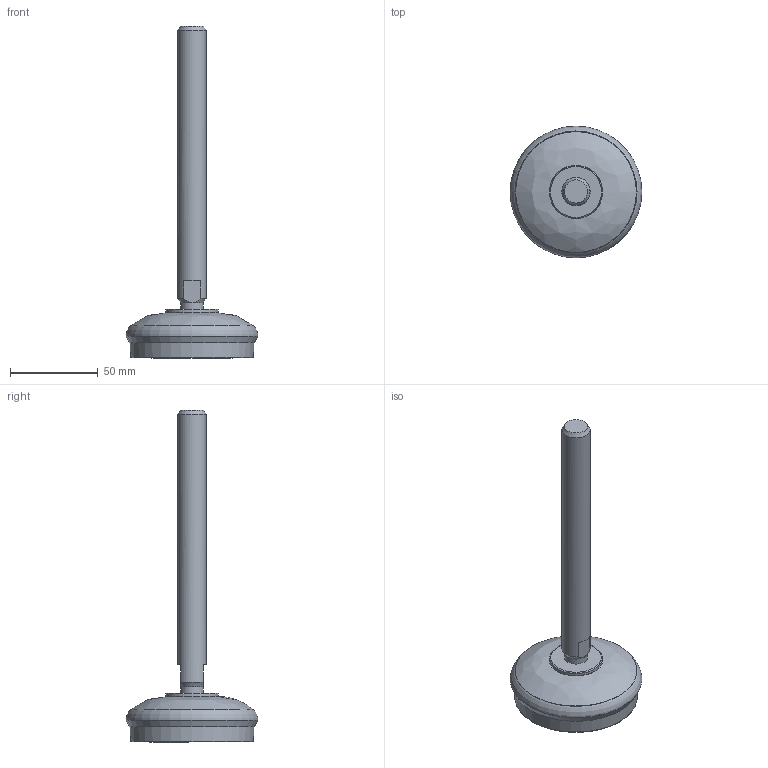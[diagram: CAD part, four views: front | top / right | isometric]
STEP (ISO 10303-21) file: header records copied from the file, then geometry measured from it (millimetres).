
FILE_DESCRIPTION(/* description */ ('STEP AP214'),/* implementation_level */ '2;1');
FILE_NAME(/* name */ 'P075IM16X189.stp',/* time_stamp */ '2022-07-12T11:02:48+02:00',/* author */ ('stefan.nesic'),/* organization */ (' '),/* preprocessor_version */ 'ST-DEVELOPER v18.1',/* originating_system */ 'Autodesk Inventor 2021',/* authorisation */ ' ');
FILE_SCHEMA (('CONFIG_CONTROL_DESIGN'));
Length unit declared in the file: millimetre
Products named in the file (5): P075IM16X189; Component1; Component2; Component3; 3041
Assembly tree (4 placements, depth 2):
  P075IM16X189
    Component1
    Component2
    Component3
    3041
Bounding box: 74.99 x 74.99 x 188.96 mm (x, y, z)
Volume: 125775.8 mm3; surface area: 36478.8 mm2
Topology: 4 solids, 4 shells, 73 faces, 135 edges, 84 vertices
Faces by surface type: plane 26, cone 19, torus 13, cylinder 12, bspline 3
Full cylindrical faces by diameter (mm): 9.6 x2, 10 x1, 10.3 x3, 10.5 x1, 13 x1, 16 x1, 26.512 x1, 27.512 x1, 30 x1
Entity records: 2128 total; most frequent: CARTESIAN_POINT 387, DIRECTION 385, ORIENTED_EDGE 270, AXIS2_PLACEMENT_3D 175, EDGE_CURVE 135, CIRCLE 96, EDGE_LOOP 91, VERTEX_POINT 84
